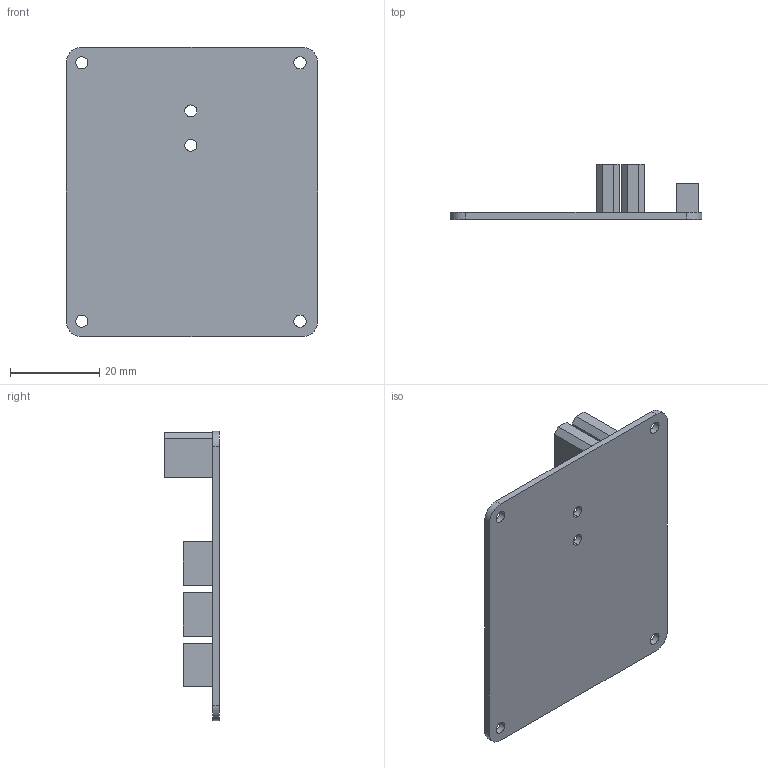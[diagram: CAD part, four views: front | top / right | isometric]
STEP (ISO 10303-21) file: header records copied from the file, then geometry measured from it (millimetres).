
FILE_DESCRIPTION (( 'STEP AP214' ), '1' );
FILE_NAME ('pihat.step.STEP', '2023-12-11T13:49:13', ( '' ), ( '' ), 'SwSTEP 2.0', 'SolidWorks 2023', '' );
FILE_SCHEMA (( 'AUTOMOTIVE_DESIGN' ));
Length unit declared in the file: millimetre
Products named in the file (1): pihat.step
Bounding box: 56.5 x 12.3 x 65 mm (x, y, z)
Volume: 8143.7 mm3; surface area: 9290.9 mm2
Topology: 1 solids, 1 shells, 61 faces, 156 edges, 104 vertices
Faces by surface type: plane 45, cylinder 16
Entity records: 1889 total; most frequent: CARTESIAN_POINT 322, ORIENTED_EDGE 312, DIRECTION 312, EDGE_CURVE 156, VECTOR 124, LINE 124, VERTEX_POINT 104, AXIS2_PLACEMENT_3D 94
